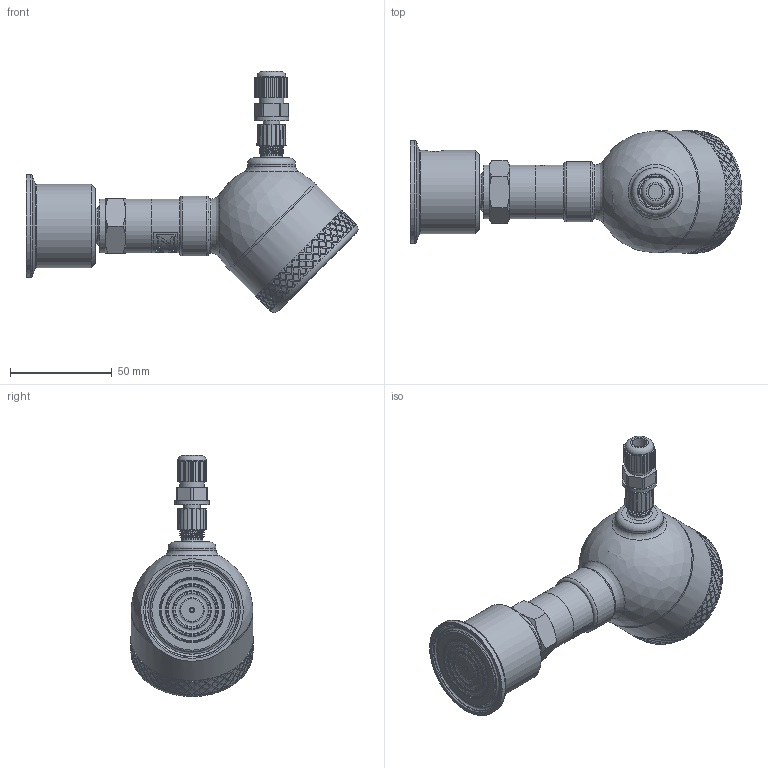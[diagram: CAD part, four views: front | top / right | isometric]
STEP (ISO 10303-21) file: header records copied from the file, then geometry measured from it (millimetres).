
FILE_DESCRIPTION(/* description */ (''),/* implementation_level */ '2;1');
FILE_NAME(/* name */ 'APZ3420sFH_ClampDN1-1''2_6.step',/* time_stamp */ '2021-07-08T16:31:59+03:00',/* author */ (''),/* organization */ (''),/* preprocessor_version */ 'ST-DEVELOPER v18.1',/* originating_system */ 'Autodesk Translation Framework v10.9.0.1377',/* authorisation */ '');
FILE_SCHEMA (('AUTOMOTIVE_DESIGN { 1 0 10303 214 3 1 1 }'));
Length unit declared in the file: millimetre
Products named in the file (9): АПЗ 3420s заполненный 
+ полевой корпус; G1\2EN; Clamp DN1-1'2 diaphragm 32 v9; Заполненный полевой 
корпус v13; Cover for display; Display; Main body; M12x1 adapter; M12x1 female straight v9
Assembly tree (7 placements, depth 3):
  АПЗ 3420s заполненный 
+ полевой корпус
    G1\2EN
    Заполненный полевой 
корпус v13
      Cover for display
      Display
      Main body
      M12x1 adapter
      M12x1 female straight v9
  Clamp DN1-1'2 diaphragm 32 v9
Bounding box: 163.38 x 60.1 x 118.64 mm (x, y, z)
Volume: 266578.3 mm3; surface area: 60190.1 mm2
Topology: 17 solids, 17 shells, 1822 faces, 4555 edges, 2991 vertices
Faces by surface type: bspline 990, plane 397, cylinder 348, cone 52, torus 33, sphere 2
Full cylindrical faces by diameter (mm): 1 x4, 2 x1, 3 x1, 3.3 x1, 5 x5, 6 x3, 7.3 x1, 8 x3, 9.3 x1, 10.293 x1, 10.5 x2, 10.741 x7, 11.884 x6, 12 x1, 14 x1, 16.7 x1, 17 x1, 17.5 x1, 18 x1, 18.631 x7, 19.7 x1, 20.955 x7, 21.6 x1, 21.767 x1, 22 x1, 22.4 x2, 23.6 x1, 24.5 x2, 26.5 x2, 29.5 x1
Entity records: 79185 total; most frequent: CARTESIAN_POINT 43168, ORIENTED_EDGE 9108, EDGE_CURVE 4554, DIRECTION 4120, VERTEX_POINT 2991, B_SPLINE_CURVE_WITH_KNOTS 2739, EDGE_LOOP 2083, FACE_OUTER_BOUND 1822
